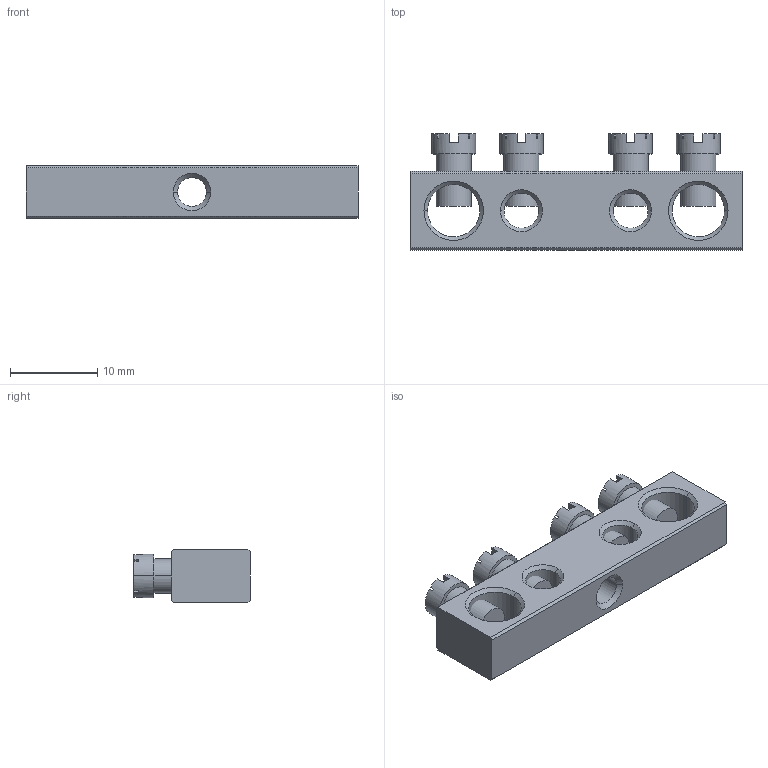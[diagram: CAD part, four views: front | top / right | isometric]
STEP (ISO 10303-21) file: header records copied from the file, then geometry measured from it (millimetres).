
FILE_DESCRIPTION (( 'STEP AP214' ), '1' );
FILE_NAME ('YNN10-04-100 Øèíà PEN çåìëÿ-íîëü 6õ9ìì 4_1 (4ãðóïïû_êðåï ïî öåíòð) ÈÝÊ.STEP', '2016-08-24T13:12:23', ( 'user' ), ( '' ), 'SwSTEP 2.0', 'SolidWorks 2014', '' );
FILE_SCHEMA (( 'AUTOMOTIVE_DESIGN' ));
Length unit declared in the file: millimetre
Products named in the file (3): YNN10-04-100 Øèíà PEN çåìëÿ-íîëü 6õ9ìì 4_1 (4ãðóïïû_êðåï ïî öåíòð) ÈÝÊ; Øèíà ÂõÍ n-1_6å9 4-1; Âèíò_Œ4
Assembly tree (5 placements, depth 2):
  YNN10-04-100 Øèíà PEN çåìëÿ-íîëü 6õ9ìì 4_1 (4ãðóïïû_êðåï ïî öåíòð) ÈÝÊ
    Øèíà ÂõÍ n-1_6å9 4-1
    Âèíò_Œ4  x4
Bounding box: 38 x 13.3 x 6 mm (x, y, z)
Volume: 1824.1 mm3; surface area: 2164.1 mm2
Topology: 5 solids, 5 shells, 216 faces, 578 edges, 372 vertices
Faces by surface type: plane 134, cone 48, cylinder 34
Entity records: 3427 total; most frequent: CARTESIAN_POINT 787, DIRECTION 521, ORIENTED_EDGE 486, EDGE_CURVE 243, AXIS2_PLACEMENT_3D 197, VERTEX_POINT 153, LINE 127, VECTOR 127
